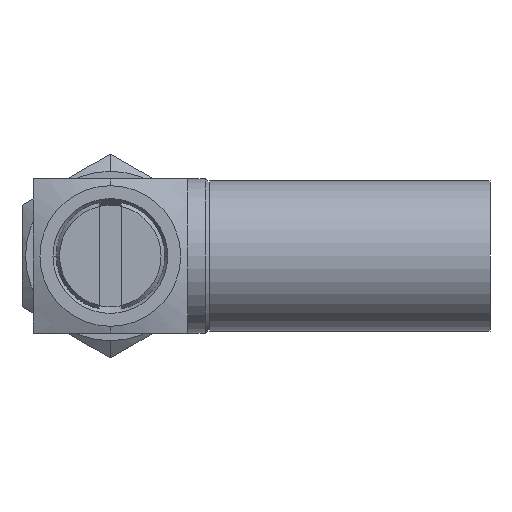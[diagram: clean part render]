
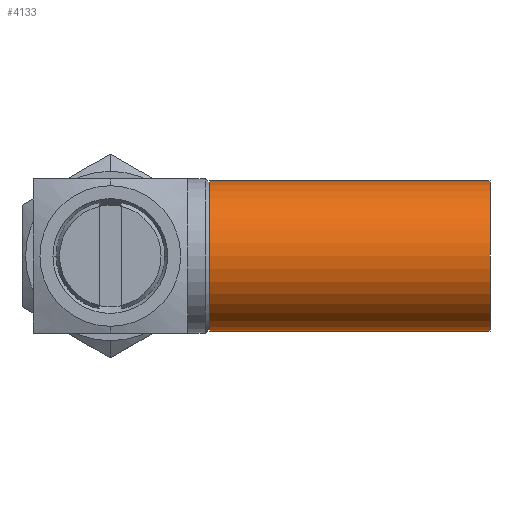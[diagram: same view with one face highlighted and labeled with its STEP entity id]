
A CAD part, left-side view. The second image highlights one B-rep face of the part: STEP entity #4133.
In plain terms, the highlighted cylindrical face has radius 3.4 mm (diameter 6.8 mm), a partial arc.
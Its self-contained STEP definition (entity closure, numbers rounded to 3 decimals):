
#268 = CIRCLE ( 'NONE', #1851, 3.4 ) ;
#323 = VECTOR ( 'NONE', #3307, 1000. ) ;
#400 = VECTOR ( 'NONE', #3099, 1000. ) ;
#414 = LINE ( 'NONE', #3284, #400 ) ;
#417 = LINE ( 'NONE', #3366, #323 ) ;
#1137 = EDGE_CURVE ( 'NONE', #3832, #3851, #2831, .T. ) ;
#1202 = EDGE_CURVE ( 'NONE', #4031, #3851, #414, .T. ) ;
#1260 = EDGE_CURVE ( 'NONE', #3848, #3832, #417, .T. ) ;
#1287 = EDGE_CURVE ( 'NONE', #3848, #4031, #268, .T. ) ;
#1443 = DIRECTION ( 'NONE',  ( 0., 0., 1. ) ) ;
#1445 = DIRECTION ( 'NONE',  ( 0., 1., 0. ) ) ;
#1484 = CARTESIAN_POINT ( 'NONE',  ( 0., -12.7, 0. ) ) ;
#1851 = AXIS2_PLACEMENT_3D ( 'NONE', #1484, #1445, #1443 ) ;
#1967 = AXIS2_PLACEMENT_3D ( 'NONE', #2924, #2925, #2907 ) ;
#2308 = CARTESIAN_POINT ( 'NONE',  ( 0., 0., -3.4 ) ) ;
#2328 = CARTESIAN_POINT ( 'NONE',  ( 0., -12.7, -3.4 ) ) ;
#2368 = CARTESIAN_POINT ( 'NONE',  ( 0., 0., 3.4 ) ) ;
#2635 = EDGE_LOOP ( 'NONE', ( #3993, #3864, #4074, #4015 ) ) ;
#2831 = CIRCLE ( 'NONE', #2960, 3.4 ) ;
#2907 = DIRECTION ( 'NONE',  ( 0., 0., 1. ) ) ;
#2924 = CARTESIAN_POINT ( 'NONE',  ( 0., -12.7, 0. ) ) ;
#2925 = DIRECTION ( 'NONE',  ( 0., 1., 0. ) ) ;
#2960 = AXIS2_PLACEMENT_3D ( 'NONE', #3417, #3419, #3420 ) ;
#2964 = CARTESIAN_POINT ( 'NONE',  ( 0., -12.7, 3.4 ) ) ;
#3099 = DIRECTION ( 'NONE',  ( 0., 1., 0. ) ) ;
#3284 = CARTESIAN_POINT ( 'NONE',  ( 0., -12.7, 3.4 ) ) ;
#3307 = DIRECTION ( 'NONE',  ( 0., 1., 0. ) ) ;
#3366 = CARTESIAN_POINT ( 'NONE',  ( 0., -12.7, -3.4 ) ) ;
#3417 = CARTESIAN_POINT ( 'NONE',  ( 0., 0., 0. ) ) ;
#3419 = DIRECTION ( 'NONE',  ( 0., 1., 0. ) ) ;
#3420 = DIRECTION ( 'NONE',  ( 0., 0., 1. ) ) ;
#3592 = FACE_OUTER_BOUND ( 'NONE', #2635, .T. ) ;
#3598 = CYLINDRICAL_SURFACE ( 'NONE', #1967, 3.4 ) ;
#3832 = VERTEX_POINT ( 'NONE', #2308 ) ;
#3848 = VERTEX_POINT ( 'NONE', #2328 ) ;
#3851 = VERTEX_POINT ( 'NONE', #2368 ) ;
#3864 = ORIENTED_EDGE ( 'NONE', *, *, #1287, .T. ) ;
#3993 = ORIENTED_EDGE ( 'NONE', *, *, #1260, .F. ) ;
#4015 = ORIENTED_EDGE ( 'NONE', *, *, #1137, .F. ) ;
#4031 = VERTEX_POINT ( 'NONE', #2964 ) ;
#4074 = ORIENTED_EDGE ( 'NONE', *, *, #1202, .T. ) ;
#4133 = ADVANCED_FACE ( 'NONE', ( #3592 ), #3598, .T. ) ;
